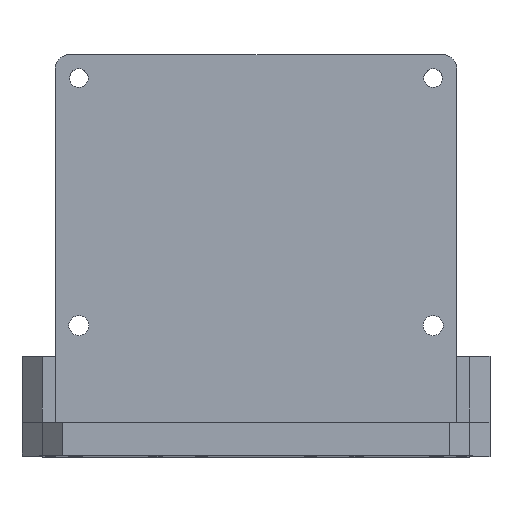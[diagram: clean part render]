
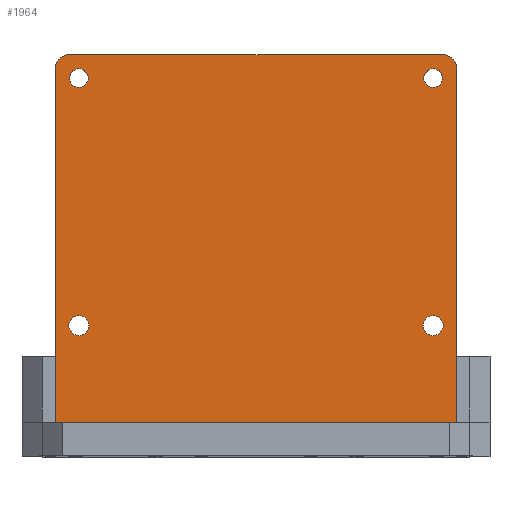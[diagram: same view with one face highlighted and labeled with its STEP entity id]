
A CAD part, top view. The second image highlights one B-rep face of the part: STEP entity #1964.
In plain terms, the highlighted planar face has unit normal (0, 0, 1).
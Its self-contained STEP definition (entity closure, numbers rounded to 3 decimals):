
#23=FACE_BOUND('',#296,.T.);
#24=FACE_BOUND('',#297,.T.);
#25=FACE_BOUND('',#298,.T.);
#26=FACE_BOUND('',#299,.T.);
#85=CIRCLE('',#2072,1.5);
#87=CIRCLE('',#2075,1.5);
#90=CIRCLE('',#2079,1.4);
#92=CIRCLE('',#2082,1.4);
#97=CIRCLE('',#2096,2.);
#98=CIRCLE('',#2099,2.);
#189=FACE_OUTER_BOUND('',#295,.T.);
#295=EDGE_LOOP('',(#1394,#1395,#1396,#1397,#1398,#1399));
#296=EDGE_LOOP('',(#1400));
#297=EDGE_LOOP('',(#1401));
#298=EDGE_LOOP('',(#1402));
#299=EDGE_LOOP('',(#1403));
#473=LINE('',#2907,#685);
#475=LINE('',#2911,#687);
#476=LINE('',#2913,#688);
#477=LINE('',#2915,#689);
#685=VECTOR('',#2340,10.);
#687=VECTOR('',#2344,10.);
#688=VECTOR('',#2345,10.);
#689=VECTOR('',#2346,10.);
#880=VERTEX_POINT('',#2837);
#882=VERTEX_POINT('',#2843);
#885=VERTEX_POINT('',#2851);
#887=VERTEX_POINT('',#2857);
#904=VERTEX_POINT('',#2900);
#905=VERTEX_POINT('',#2902);
#906=VERTEX_POINT('',#2906);
#907=VERTEX_POINT('',#2910);
#908=VERTEX_POINT('',#2912);
#909=VERTEX_POINT('',#2914);
#1064=EDGE_CURVE('',#880,#880,#85,.T.);
#1067=EDGE_CURVE('',#882,#882,#87,.T.);
#1072=EDGE_CURVE('',#885,#885,#90,.T.);
#1075=EDGE_CURVE('',#887,#887,#92,.T.);
#1096=EDGE_CURVE('',#904,#905,#97,.T.);
#1098=EDGE_CURVE('',#905,#906,#473,.T.);
#1100=EDGE_CURVE('',#904,#907,#475,.T.);
#1101=EDGE_CURVE('',#908,#907,#476,.T.);
#1102=EDGE_CURVE('',#909,#908,#477,.T.);
#1103=EDGE_CURVE('',#906,#909,#98,.T.);
#1394=ORIENTED_EDGE('',*,*,#1096,.F.);
#1395=ORIENTED_EDGE('',*,*,#1100,.T.);
#1396=ORIENTED_EDGE('',*,*,#1101,.F.);
#1397=ORIENTED_EDGE('',*,*,#1102,.F.);
#1398=ORIENTED_EDGE('',*,*,#1103,.F.);
#1399=ORIENTED_EDGE('',*,*,#1098,.F.);
#1400=ORIENTED_EDGE('',*,*,#1064,.T.);
#1401=ORIENTED_EDGE('',*,*,#1067,.T.);
#1402=ORIENTED_EDGE('',*,*,#1072,.T.);
#1403=ORIENTED_EDGE('',*,*,#1075,.T.);
#1885=PLANE('',#2098);
#1964=ADVANCED_FACE('',(#189,#23,#24,#25,#26),#1885,.F.);
#2072=AXIS2_PLACEMENT_3D('',#2838,#2271,#2272);
#2075=AXIS2_PLACEMENT_3D('',#2844,#2278,#2279);
#2079=AXIS2_PLACEMENT_3D('',#2853,#2288,#2289);
#2082=AXIS2_PLACEMENT_3D('',#2859,#2295,#2296);
#2096=AXIS2_PLACEMENT_3D('',#2903,#2335,#2336);
#2098=AXIS2_PLACEMENT_3D('',#2909,#2342,#2343);
#2099=AXIS2_PLACEMENT_3D('',#2916,#2347,#2348);
#2271=DIRECTION('center_axis',(0.,0.,-1.));
#2272=DIRECTION('ref_axis',(1.,0.,0.));
#2278=DIRECTION('center_axis',(0.,0.,-1.));
#2279=DIRECTION('ref_axis',(1.,0.,0.));
#2288=DIRECTION('center_axis',(0.,0.,-1.));
#2289=DIRECTION('ref_axis',(1.,0.,0.));
#2295=DIRECTION('center_axis',(0.,0.,-1.));
#2296=DIRECTION('ref_axis',(1.,0.,0.));
#2335=DIRECTION('center_axis',(0.,0.,-1.));
#2336=DIRECTION('ref_axis',(-0.707,0.707,0.));
#2340=DIRECTION('',(1.,0.,0.));
#2342=DIRECTION('center_axis',(0.,0.,-1.));
#2343=DIRECTION('ref_axis',(1.,0.,0.));
#2344=DIRECTION('',(0.,-1.,0.));
#2345=DIRECTION('',(-1.,0.,0.));
#2346=DIRECTION('',(0.,-1.,0.));
#2347=DIRECTION('center_axis',(0.,0.,-1.));
#2348=DIRECTION('ref_axis',(0.707,0.707,0.));
#2837=CARTESIAN_POINT('',(25.,28.5,43.));
#2838=CARTESIAN_POINT('Origin',(26.5,28.5,43.));
#2843=CARTESIAN_POINT('',(-28.,28.5,43.));
#2844=CARTESIAN_POINT('Origin',(-26.5,28.5,43.));
#2851=CARTESIAN_POINT('',(25.1,65.5,43.));
#2853=CARTESIAN_POINT('Origin',(26.5,65.5,43.));
#2857=CARTESIAN_POINT('',(-27.9,65.5,43.));
#2859=CARTESIAN_POINT('Origin',(-26.5,65.5,43.));
#2900=CARTESIAN_POINT('',(-30.,67.,43.));
#2902=CARTESIAN_POINT('',(-28.,69.,43.));
#2903=CARTESIAN_POINT('Origin',(-28.,67.,43.));
#2906=CARTESIAN_POINT('',(28.,69.,43.));
#2907=CARTESIAN_POINT('',(30.,69.,43.));
#2909=CARTESIAN_POINT('Origin',(0.,44.,43.));
#2910=CARTESIAN_POINT('',(-30.,14.,43.));
#2911=CARTESIAN_POINT('',(-30.,19.,43.));
#2912=CARTESIAN_POINT('',(30.,14.,43.));
#2913=CARTESIAN_POINT('',(0.,14.,43.));
#2914=CARTESIAN_POINT('',(30.,67.,43.));
#2915=CARTESIAN_POINT('',(30.,19.,43.));
#2916=CARTESIAN_POINT('Origin',(28.,67.,43.));
